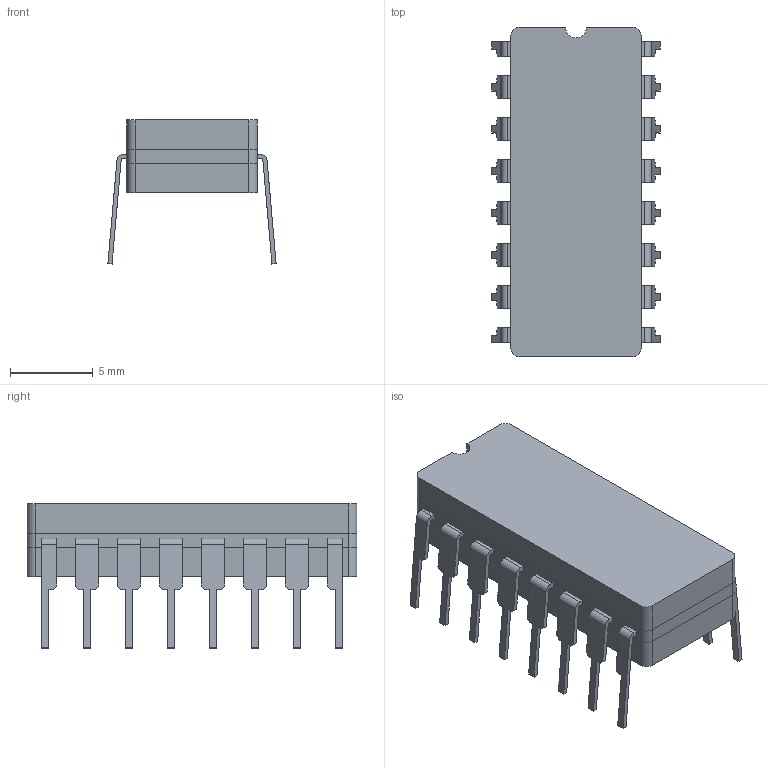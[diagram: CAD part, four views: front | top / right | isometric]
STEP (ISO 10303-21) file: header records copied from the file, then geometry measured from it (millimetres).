
FILE_DESCRIPTION((''),'2;1');
FILE_NAME('J16A_ASM','2021-03-19T14:49:21',('a0412086'),(''),'CREO PARAMETRIC BY PTC INC, 2018500','CREO PARAMETRIC BY PTC INC, 2018500','');
FILE_SCHEMA(('CONFIG_CONTROL_DESIGN','SHAPE_APPEARANCE_LAYERS_GROUPS'));
Length unit declared in the file: inch
Products named in the file (9): BASE_J16A_AF0; LID_J16A; GLASS_J16A_AF0; LEAD_J16A_AF0; LEAD_J16A; LEAD_J16A_AF1; LEAD_J16A_AF2; LEAD_J16A_AF3; J16A_ASM
Assembly tree (19 placements, depth 2):
  J16A_ASM
    BASE_J16A_AF0
    LID_J16A
    GLASS_J16A_AF0
    LEAD_J16A_AF0
    LEAD_J16A  x12
    LEAD_J16A_AF1
    LEAD_J16A_AF2
    LEAD_J16A_AF3
Bounding box: 10.18 x 19.94 x 8.72 mm (x, y, z)
Volume: 694.1 mm3; surface area: 1448.4 mm2
Topology: 19 solids, 19 shells, 314 faces, 806 edges, 532 vertices
Faces by surface type: plane 243, cylinder 63, torus 8
Entity records: 5524 total; most frequent: DIRECTION 766, CARTESIAN_POINT 734, ORIENTED_EDGE 688, PRESENTATION_STYLE_ASSIGNMENT 352, STYLED_ITEM 352, CURVE_STYLE 344, EDGE_CURVE 344, AXIS2_PLACEMENT_3D 256
